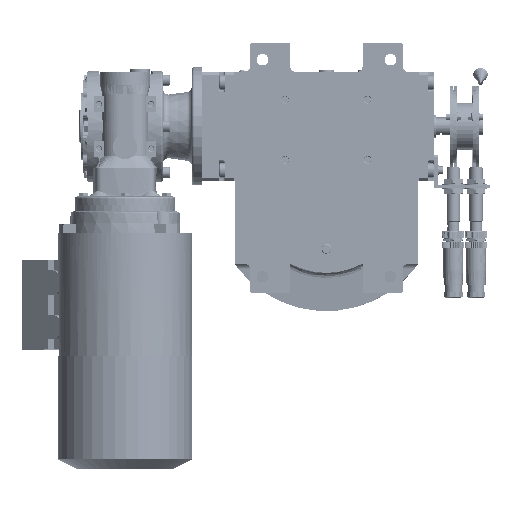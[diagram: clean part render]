
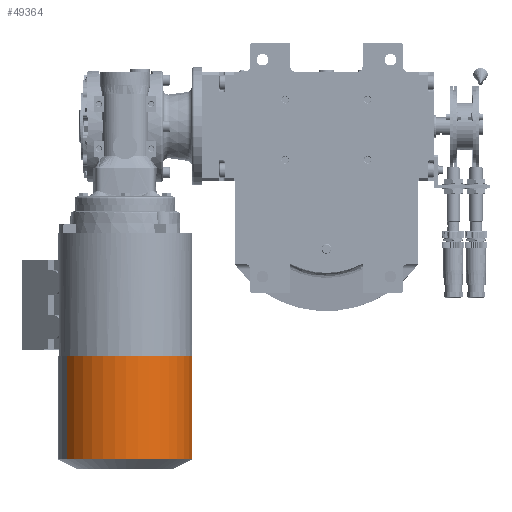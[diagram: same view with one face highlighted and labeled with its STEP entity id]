
A CAD part, front view. The second image highlights one B-rep face of the part: STEP entity #49364.
In plain terms, the highlighted cylindrical face has radius 60.5 mm (diameter 121 mm), a partial arc.
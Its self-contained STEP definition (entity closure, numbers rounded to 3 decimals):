
#4424 = EDGE_CURVE ( 'NONE', #67827, #105679, #90818, .T. ) ;
#6824 = EDGE_CURVE ( 'NONE', #67827, #8955, #17787, .T. ) ;
#8955 = VERTEX_POINT ( 'NONE', #25540 ) ;
#17636 = ORIENTED_EDGE ( 'NONE', *, *, #129802, .F. ) ;
#17787 = CIRCLE ( 'NONE', #128852, 60.5 ) ;
#17898 = CARTESIAN_POINT ( 'NONE',  ( -64.811, 8.35, 58.703 ) ) ;
#25540 = CARTESIAN_POINT ( 'NONE',  ( -64.811, -20.922, -58.703 ) ) ;
#27566 = VECTOR ( 'NONE', #97491, 1000. ) ;
#28289 = DIRECTION ( 'NONE',  ( -1., 0., 0. ) ) ;
#43075 = DIRECTION ( 'NONE',  ( 0., 0.242, 0.97 ) ) ;
#48619 = CARTESIAN_POINT ( 'NONE',  ( -158.212, -20.922, -58.703 ) ) ;
#48795 = ORIENTED_EDGE ( 'NONE', *, *, #137738, .T. ) ;
#49364 = ADVANCED_FACE ( 'NONE', ( #132388 ), #145657, .T. ) ;
#54371 = DIRECTION ( 'NONE',  ( -1., 0., 0. ) ) ;
#54766 = DIRECTION ( 'NONE',  ( 0., -0.242, -0.97 ) ) ;
#60567 = CIRCLE ( 'NONE', #153127, 60.5 ) ;
#63555 = VERTEX_POINT ( 'NONE', #82548 ) ;
#64391 = CARTESIAN_POINT ( 'NONE',  ( -64.811, -6.286, 0. ) ) ;
#66361 = CARTESIAN_POINT ( 'NONE',  ( -158.212, -6.286, 0. ) ) ;
#67827 = VERTEX_POINT ( 'NONE', #94907 ) ;
#68019 = ORIENTED_EDGE ( 'NONE', *, *, #6824, .F. ) ;
#81783 = CARTESIAN_POINT ( 'NONE',  ( -158.212, 8.35, 58.703 ) ) ;
#82548 = CARTESIAN_POINT ( 'NONE',  ( -158.212, -20.922, -58.703 ) ) ;
#83737 = VECTOR ( 'NONE', #54371, 1000. ) ;
#90818 = LINE ( 'NONE', #17898, #83737 ) ;
#94907 = CARTESIAN_POINT ( 'NONE',  ( -64.811, 8.35, 58.703 ) ) ;
#97491 = DIRECTION ( 'NONE',  ( 1., 0., 0. ) ) ;
#103323 = DIRECTION ( 'NONE',  ( 0., 0.242, 0.97 ) ) ;
#105679 = VERTEX_POINT ( 'NONE', #81783 ) ;
#106814 = CARTESIAN_POINT ( 'NONE',  ( -26.951, -6.286, 0. ) ) ;
#118222 = ORIENTED_EDGE ( 'NONE', *, *, #4424, .T. ) ;
#128081 = DIRECTION ( 'NONE',  ( 1., 0., 0. ) ) ;
#128852 = AXIS2_PLACEMENT_3D ( 'NONE', #64391, #128081, #103323 ) ;
#129802 = EDGE_CURVE ( 'NONE', #63555, #105679, #60567, .T. ) ;
#132388 = FACE_OUTER_BOUND ( 'NONE', #156186, .T. ) ;
#133196 = DIRECTION ( 'NONE',  ( -1., 0., 0. ) ) ;
#137738 = EDGE_CURVE ( 'NONE', #63555, #8955, #138798, .T. ) ;
#138798 = LINE ( 'NONE', #48619, #27566 ) ;
#145657 = CYLINDRICAL_SURFACE ( 'NONE', #151345, 60.5 ) ;
#151345 = AXIS2_PLACEMENT_3D ( 'NONE', #106814, #133196, #43075 ) ;
#153127 = AXIS2_PLACEMENT_3D ( 'NONE', #66361, #28289, #54766 ) ;
#156186 = EDGE_LOOP ( 'NONE', ( #68019, #118222, #17636, #48795 ) ) ;
